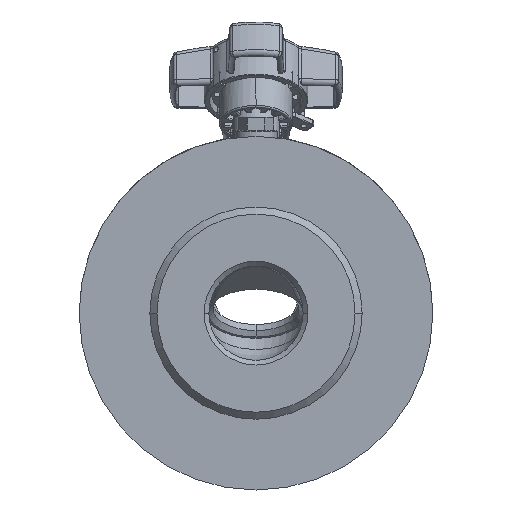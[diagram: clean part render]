
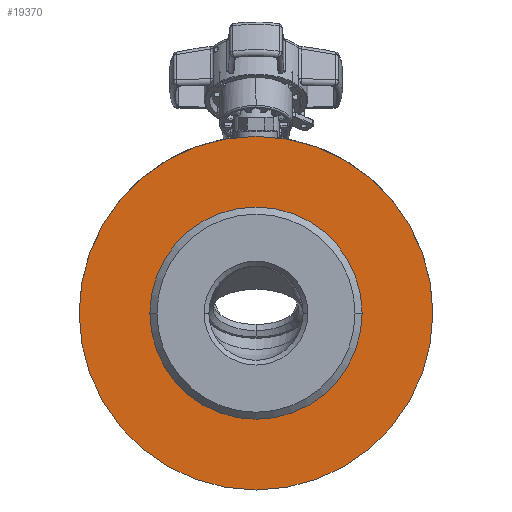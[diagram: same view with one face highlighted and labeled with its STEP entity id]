
A CAD part, left-side view. The second image highlights one B-rep face of the part: STEP entity #19370.
In plain terms, the highlighted planar face has unit normal (-1, 0, 0).
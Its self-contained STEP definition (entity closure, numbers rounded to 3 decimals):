
#39=CARTESIAN_POINT('',(-97.,0.,0.));
#40=DIRECTION('',(1.,0.,0.));
#41=DIRECTION('',(0.,1.,0.));
#42=AXIS2_PLACEMENT_3D('',#39,#40,#41);
#44=CARTESIAN_POINT('',(-97.,0.,0.));
#45=DIRECTION('',(1.,0.,0.));
#46=DIRECTION('',(0.,-1.,0.));
#47=AXIS2_PLACEMENT_3D('',#44,#45,#46);
#49=CARTESIAN_POINT('',(-97.,0.,0.));
#50=DIRECTION('',(-1.,0.,0.));
#51=DIRECTION('',(0.,1.,0.));
#52=AXIS2_PLACEMENT_3D('',#49,#50,#51);
#54=CARTESIAN_POINT('',(-97.,0.,0.));
#55=DIRECTION('',(-1.,0.,0.));
#56=DIRECTION('',(0.,-1.,0.));
#57=AXIS2_PLACEMENT_3D('',#54,#55,#56);
#15982=CARTESIAN_POINT('',(-97.,-45.,0.));
#15983=VERTEX_POINT('',#15982);
#15984=CARTESIAN_POINT('',(-97.,45.,0.));
#15985=VERTEX_POINT('',#15984);
#15986=CARTESIAN_POINT('',(-97.,75.,0.));
#15987=CARTESIAN_POINT('',(-97.,-75.,0.));
#15988=VERTEX_POINT('',#15986);
#15989=VERTEX_POINT('',#15987);
#19355=CARTESIAN_POINT('',(-97.,0.,0.));
#19356=DIRECTION('',(-1.,0.,0.));
#19357=DIRECTION('',(0.,1.,0.));
#19358=AXIS2_PLACEMENT_3D('',#19355,#19356,#19357);
#19359=PLANE('',#19358);
#19361=ORIENTED_EDGE('',*,*,#19360,.T.);
#19363=ORIENTED_EDGE('',*,*,#19362,.T.);
#19364=EDGE_LOOP('',(#19361,#19363));
#19365=FACE_OUTER_BOUND('',#19364,.F.);
#19366=ORIENTED_EDGE('',*,*,#19348,.T.);
#19367=ORIENTED_EDGE('',*,*,#19337,.T.);
#19368=EDGE_LOOP('',(#19366,#19367));
#19369=FACE_BOUND('',#19368,.F.);
#19370=ADVANCED_FACE('',(#19365,#19369),#19359,.T.);
#43=CIRCLE('',#42,75.);
#48=CIRCLE('',#47,75.);
#53=CIRCLE('',#52,45.);
#58=CIRCLE('',#57,45.);
#19337=EDGE_CURVE('',#15983,#15985,#58,.T.);
#19348=EDGE_CURVE('',#15985,#15983,#53,.T.);
#19360=EDGE_CURVE('',#15988,#15989,#43,.T.);
#19362=EDGE_CURVE('',#15989,#15988,#48,.T.);
